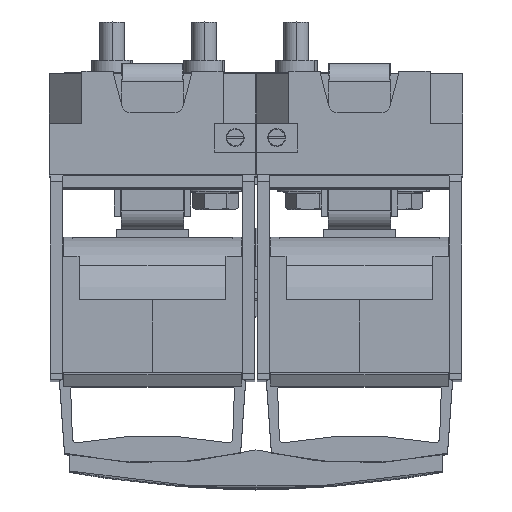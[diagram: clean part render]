
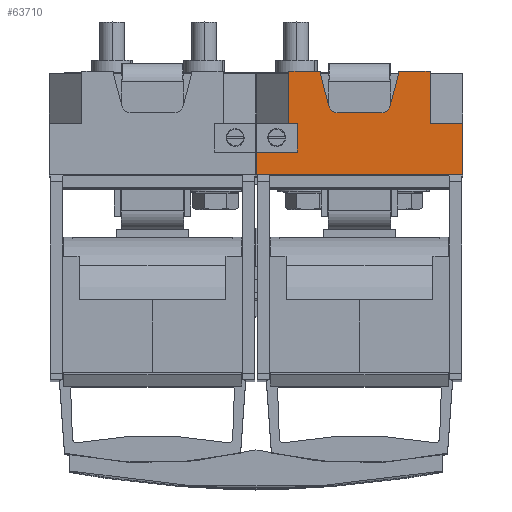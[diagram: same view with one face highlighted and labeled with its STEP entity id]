
A CAD part, top view. The second image highlights one B-rep face of the part: STEP entity #63710.
In plain terms, the highlighted planar face has unit normal (0, 0, 1).
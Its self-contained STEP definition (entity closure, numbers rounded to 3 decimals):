
#63562=AXIS2_PLACEMENT_3D('Plane Axis2P3D',#63559,#63560,#63561) ;
#63575=AXIS2_PLACEMENT_3D('Circle Axis2P3D',#63573,#63574,$) ;
#63589=AXIS2_PLACEMENT_3D('Circle Axis2P3D',#63587,#63588,$) ;
#61240=CARTESIAN_POINT('Vertex',(100.,-54.,277.5)) ;
#61243=CARTESIAN_POINT('Line Origine',(50.,-54.,277.5)) ;
#61247=CARTESIAN_POINT('Vertex',(0.,-54.,277.5)) ;
#63513=CARTESIAN_POINT('Line Origine',(0.,-29.,277.5)) ;
#63517=CARTESIAN_POINT('Vertex',(0.,-29.,277.5)) ;
#63559=CARTESIAN_POINT('Axis2P3D Location',(50.,-4.,277.5)) ;
#63564=CARTESIAN_POINT('Line Origine',(66.811,-13.103,277.5)) ;
#63568=CARTESIAN_POINT('Vertex',(68.936,-5.171,277.5)) ;
#63570=CARTESIAN_POINT('Vertex',(64.685,-21.035,277.5)) ;
#63573=CARTESIAN_POINT('Axis2P3D Location',(60.822,-20.,277.5)) ;
#63577=CARTESIAN_POINT('Vertex',(60.822,-24.,277.5)) ;
#63580=CARTESIAN_POINT('Line Origine',(50.,-24.,277.5)) ;
#63584=CARTESIAN_POINT('Vertex',(39.178,-24.,277.5)) ;
#63587=CARTESIAN_POINT('Axis2P3D Location',(39.178,-20.,277.5)) ;
#63591=CARTESIAN_POINT('Vertex',(35.315,-21.035,277.5)) ;
#63594=CARTESIAN_POINT('Line Origine',(33.189,-13.103,277.5)) ;
#63598=CARTESIAN_POINT('Vertex',(31.064,-5.171,277.5)) ;
#63601=CARTESIAN_POINT('Line Origine',(31.064,-4.585,277.5)) ;
#63605=CARTESIAN_POINT('Vertex',(31.064,-4.,277.5)) ;
#63608=CARTESIAN_POINT('Line Origine',(30.907,-4.,277.5)) ;
#63612=CARTESIAN_POINT('Vertex',(30.75,-4.,277.5)) ;
#63615=CARTESIAN_POINT('Line Origine',(26.625,-4.,277.5)) ;
#63619=CARTESIAN_POINT('Vertex',(22.5,-4.,277.5)) ;
#63622=CARTESIAN_POINT('Line Origine',(19.118,-4.,277.5)) ;
#63626=CARTESIAN_POINT('Vertex',(15.736,-4.,277.5)) ;
#63629=CARTESIAN_POINT('Line Origine',(15.736,-16.5,277.5)) ;
#63633=CARTESIAN_POINT('Vertex',(15.736,-29.,277.5)) ;
#63636=CARTESIAN_POINT('Line Origine',(7.868,-29.,277.5)) ;
#63641=CARTESIAN_POINT('Line Origine',(100.,-41.5,277.5)) ;
#63645=CARTESIAN_POINT('Vertex',(100.,-29.,277.5)) ;
#63648=CARTESIAN_POINT('Line Origine',(92.132,-29.,277.5)) ;
#63652=CARTESIAN_POINT('Vertex',(84.264,-29.,277.5)) ;
#63655=CARTESIAN_POINT('Line Origine',(84.264,-16.5,277.5)) ;
#63659=CARTESIAN_POINT('Vertex',(84.264,-4.,277.5)) ;
#63662=CARTESIAN_POINT('Line Origine',(80.882,-4.,277.5)) ;
#63666=CARTESIAN_POINT('Vertex',(77.5,-4.,277.5)) ;
#63669=CARTESIAN_POINT('Line Origine',(73.375,-4.,277.5)) ;
#63673=CARTESIAN_POINT('Vertex',(69.25,-4.,277.5)) ;
#63676=CARTESIAN_POINT('Line Origine',(69.093,-4.,277.5)) ;
#63680=CARTESIAN_POINT('Vertex',(68.936,-4.,277.5)) ;
#63683=CARTESIAN_POINT('Line Origine',(68.936,-4.585,277.5)) ;
#61244=DIRECTION('Vector Direction',(1.,0.,0.)) ;
#63514=DIRECTION('Vector Direction',(0.,-1.,0.)) ;
#63560=DIRECTION('Axis2P3D Direction',(-0.,0.,1.)) ;
#63561=DIRECTION('Axis2P3D XDirection',(0.,-1.,0.)) ;
#63565=DIRECTION('Vector Direction',(-0.259,-0.966,0.)) ;
#63574=DIRECTION('Axis2P3D Direction',(-0.,0.,1.)) ;
#63581=DIRECTION('Vector Direction',(-1.,0.,0.)) ;
#63588=DIRECTION('Axis2P3D Direction',(-0.,0.,1.)) ;
#63595=DIRECTION('Vector Direction',(-0.259,0.966,0.)) ;
#63602=DIRECTION('Vector Direction',(0.,-1.,0.)) ;
#63609=DIRECTION('Vector Direction',(1.,0.,0.)) ;
#63616=DIRECTION('Vector Direction',(-1.,0.,0.)) ;
#63623=DIRECTION('Vector Direction',(1.,0.,0.)) ;
#63630=DIRECTION('Vector Direction',(0.,-1.,0.)) ;
#63637=DIRECTION('Vector Direction',(-1.,0.,0.)) ;
#63642=DIRECTION('Vector Direction',(0.,1.,0.)) ;
#63649=DIRECTION('Vector Direction',(-1.,0.,0.)) ;
#63656=DIRECTION('Vector Direction',(0.,-1.,0.)) ;
#63663=DIRECTION('Vector Direction',(1.,0.,0.)) ;
#63670=DIRECTION('Vector Direction',(-1.,0.,0.)) ;
#63677=DIRECTION('Vector Direction',(1.,0.,0.)) ;
#63684=DIRECTION('Vector Direction',(0.,-1.,0.)) ;
#61245=VECTOR('Line Direction',#61244,1.) ;
#63515=VECTOR('Line Direction',#63514,1.) ;
#63566=VECTOR('Line Direction',#63565,1.) ;
#63582=VECTOR('Line Direction',#63581,1.) ;
#63596=VECTOR('Line Direction',#63595,1.) ;
#63603=VECTOR('Line Direction',#63602,1.) ;
#63610=VECTOR('Line Direction',#63609,1.) ;
#63617=VECTOR('Line Direction',#63616,1.) ;
#63624=VECTOR('Line Direction',#63623,1.) ;
#63631=VECTOR('Line Direction',#63630,1.) ;
#63638=VECTOR('Line Direction',#63637,1.) ;
#63643=VECTOR('Line Direction',#63642,1.) ;
#63650=VECTOR('Line Direction',#63649,1.) ;
#63657=VECTOR('Line Direction',#63656,1.) ;
#63664=VECTOR('Line Direction',#63663,1.) ;
#63671=VECTOR('Line Direction',#63670,1.) ;
#63678=VECTOR('Line Direction',#63677,1.) ;
#63685=VECTOR('Line Direction',#63684,1.) ;
#63689=ORIENTED_EDGE('',*,*,#63572,.T.) ;
#63690=ORIENTED_EDGE('',*,*,#63579,.T.) ;
#63691=ORIENTED_EDGE('',*,*,#63586,.T.) ;
#63692=ORIENTED_EDGE('',*,*,#63593,.T.) ;
#63693=ORIENTED_EDGE('',*,*,#63600,.T.) ;
#63694=ORIENTED_EDGE('',*,*,#63607,.F.) ;
#63695=ORIENTED_EDGE('',*,*,#63614,.F.) ;
#63696=ORIENTED_EDGE('',*,*,#63621,.T.) ;
#63697=ORIENTED_EDGE('',*,*,#63628,.F.) ;
#63698=ORIENTED_EDGE('',*,*,#63635,.T.) ;
#63699=ORIENTED_EDGE('',*,*,#63640,.T.) ;
#63700=ORIENTED_EDGE('',*,*,#63519,.T.) ;
#63701=ORIENTED_EDGE('',*,*,#61249,.T.) ;
#63702=ORIENTED_EDGE('',*,*,#63647,.T.) ;
#63703=ORIENTED_EDGE('',*,*,#63654,.T.) ;
#63704=ORIENTED_EDGE('',*,*,#63661,.F.) ;
#63705=ORIENTED_EDGE('',*,*,#63668,.F.) ;
#63706=ORIENTED_EDGE('',*,*,#63675,.T.) ;
#63707=ORIENTED_EDGE('',*,*,#63682,.F.) ;
#63708=ORIENTED_EDGE('',*,*,#63687,.T.) ;
#63710=ADVANCED_FACE('804195_01_L_NH-Leistenunterteil Gr.3  L/SL3/3A-O.A./6mm  (VBW. 5mm)',(#63709),#63563,.T.) ;
#63576=CIRCLE('generated circle',#63575,4.) ;
#63590=CIRCLE('generated circle',#63589,4.) ;
#61249=EDGE_CURVE('',#61248,#61241,#61246,.T.) ;
#63519=EDGE_CURVE('',#63518,#61248,#63516,.T.) ;
#63572=EDGE_CURVE('',#63569,#63571,#63567,.T.) ;
#63579=EDGE_CURVE('',#63571,#63578,#63576,.F.) ;
#63586=EDGE_CURVE('',#63578,#63585,#63583,.T.) ;
#63593=EDGE_CURVE('',#63585,#63592,#63590,.F.) ;
#63600=EDGE_CURVE('',#63592,#63599,#63597,.T.) ;
#63607=EDGE_CURVE('',#63606,#63599,#63604,.T.) ;
#63614=EDGE_CURVE('',#63613,#63606,#63611,.T.) ;
#63621=EDGE_CURVE('',#63613,#63620,#63618,.T.) ;
#63628=EDGE_CURVE('',#63627,#63620,#63625,.T.) ;
#63635=EDGE_CURVE('',#63627,#63634,#63632,.T.) ;
#63640=EDGE_CURVE('',#63634,#63518,#63639,.T.) ;
#63647=EDGE_CURVE('',#61241,#63646,#63644,.T.) ;
#63654=EDGE_CURVE('',#63646,#63653,#63651,.T.) ;
#63661=EDGE_CURVE('',#63660,#63653,#63658,.T.) ;
#63668=EDGE_CURVE('',#63667,#63660,#63665,.T.) ;
#63675=EDGE_CURVE('',#63667,#63674,#63672,.T.) ;
#63682=EDGE_CURVE('',#63681,#63674,#63679,.T.) ;
#63687=EDGE_CURVE('',#63681,#63569,#63686,.T.) ;
#63688=EDGE_LOOP('',(#63689,#63690,#63691,#63692,#63693,#63694,#63695,#63696,#63697,#63698,#63699,#63700,#63701,#63702,#63703,#63704,#63705,#63706,#63707,#63708)) ;
#63709=FACE_OUTER_BOUND('',#63688,.T.) ;
#61246=LINE('Line',#61243,#61245) ;
#63516=LINE('Line',#63513,#63515) ;
#63567=LINE('Line',#63564,#63566) ;
#63583=LINE('Line',#63580,#63582) ;
#63597=LINE('Line',#63594,#63596) ;
#63604=LINE('Line',#63601,#63603) ;
#63611=LINE('Line',#63608,#63610) ;
#63618=LINE('Line',#63615,#63617) ;
#63625=LINE('Line',#63622,#63624) ;
#63632=LINE('Line',#63629,#63631) ;
#63639=LINE('Line',#63636,#63638) ;
#63644=LINE('Line',#63641,#63643) ;
#63651=LINE('Line',#63648,#63650) ;
#63658=LINE('Line',#63655,#63657) ;
#63665=LINE('Line',#63662,#63664) ;
#63672=LINE('Line',#63669,#63671) ;
#63679=LINE('Line',#63676,#63678) ;
#63686=LINE('Line',#63683,#63685) ;
#63563=PLANE('Plane',#63562) ;
#61241=VERTEX_POINT('',#61240) ;
#61248=VERTEX_POINT('',#61247) ;
#63518=VERTEX_POINT('',#63517) ;
#63569=VERTEX_POINT('',#63568) ;
#63571=VERTEX_POINT('',#63570) ;
#63578=VERTEX_POINT('',#63577) ;
#63585=VERTEX_POINT('',#63584) ;
#63592=VERTEX_POINT('',#63591) ;
#63599=VERTEX_POINT('',#63598) ;
#63606=VERTEX_POINT('',#63605) ;
#63613=VERTEX_POINT('',#63612) ;
#63620=VERTEX_POINT('',#63619) ;
#63627=VERTEX_POINT('',#63626) ;
#63634=VERTEX_POINT('',#63633) ;
#63646=VERTEX_POINT('',#63645) ;
#63653=VERTEX_POINT('',#63652) ;
#63660=VERTEX_POINT('',#63659) ;
#63667=VERTEX_POINT('',#63666) ;
#63674=VERTEX_POINT('',#63673) ;
#63681=VERTEX_POINT('',#63680) ;
